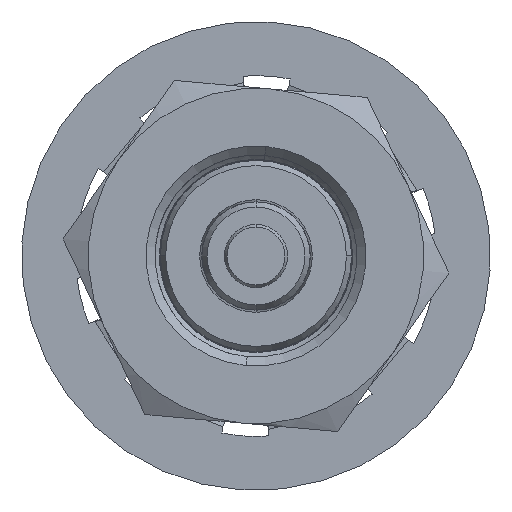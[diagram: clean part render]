
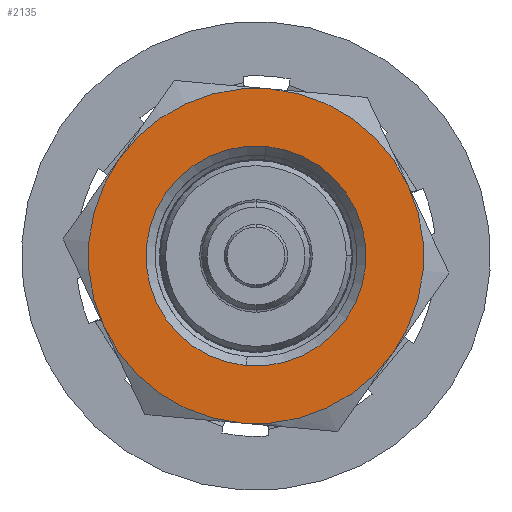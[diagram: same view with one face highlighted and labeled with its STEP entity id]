
A CAD part, front view. The second image highlights one B-rep face of the part: STEP entity #2135.
In plain terms, the highlighted planar face has unit normal (0, -1, 0).
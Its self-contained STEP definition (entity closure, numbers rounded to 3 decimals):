
#1391 = VERTEX_POINT ( 'NONE', #6425 ) ;
#1401 = EDGE_CURVE ( 'NONE', #1414, #1391, #6454, .T. ) ;
#1414 = VERTEX_POINT ( 'NONE', #6545 ) ;
#1478 = VERTEX_POINT ( 'NONE', #6776 ) ;
#1485 = VERTEX_POINT ( 'NONE', #6798 ) ;
#1504 = VERTEX_POINT ( 'NONE', #6881 ) ;
#1526 = EDGE_CURVE ( 'NONE', #1504, #1549, #6945, .T. ) ;
#1528 = EDGE_CURVE ( 'NONE', #1478, #1554, #6982, .T. ) ;
#1548 = EDGE_CURVE ( 'NONE', #1485, #1478, #7037, .T. ) ;
#1549 = VERTEX_POINT ( 'NONE', #7038 ) ;
#1552 = EDGE_CURVE ( 'NONE', #1549, #1571, #7033, .T. ) ;
#1554 = VERTEX_POINT ( 'NONE', #10877 ) ;
#1570 = EDGE_CURVE ( 'NONE', #1571, #1485, #10958, .T. ) ;
#1571 = VERTEX_POINT ( 'NONE', #10953 ) ;
#2055 = ORIENTED_EDGE ( 'NONE', *, *, #2134, .T. ) ;
#2056 = ORIENTED_EDGE ( 'NONE', *, *, #1528, .T. ) ;
#2071 = EDGE_CURVE ( 'NONE', #1391, #1414, #12813, .T. ) ;
#2123 = ORIENTED_EDGE ( 'NONE', *, *, #1552, .T. ) ;
#2124 = ORIENTED_EDGE ( 'NONE', *, *, #1570, .T. ) ;
#2125 = ORIENTED_EDGE ( 'NONE', *, *, #1526, .T. ) ;
#2133 = EDGE_LOOP ( 'NONE', ( #2137, #2153 ) ) ;
#2134 = EDGE_CURVE ( 'NONE', #1554, #1504, #12991, .T. ) ;
#2135 = ADVANCED_FACE ( 'NONE', ( #12992, #12987 ), #13022, .T. ) ;
#2137 = ORIENTED_EDGE ( 'NONE', *, *, #1401, .T. ) ;
#2153 = ORIENTED_EDGE ( 'NONE', *, *, #2071, .T. ) ;
#2161 = ORIENTED_EDGE ( 'NONE', *, *, #1548, .T. ) ;
#2166 = EDGE_LOOP ( 'NONE', ( #2161, #2056, #2055, #2125, #2123, #2124 ) ) ;
#6425 = CARTESIAN_POINT ( 'NONE',  ( 0.734, -13.81, 1.254 ) ) ;
#6450 = DIRECTION ( 'NONE',  ( -0.088, 0., -0.996 ) ) ;
#6451 = DIRECTION ( 'NONE',  ( 0., 1., 0. ) ) ;
#6452 = CARTESIAN_POINT ( 'NONE',  ( 0.598, -13.81, -0.289 ) ) ;
#6453 = AXIS2_PLACEMENT_3D ( 'NONE', #6452, #6451, #6450 ) ;
#6454 = CIRCLE ( 'NONE', #6453, 1.549 ) ;
#6545 = CARTESIAN_POINT ( 'NONE',  ( 0.462, -13.81, -1.833 ) ) ;
#6776 = CARTESIAN_POINT ( 'NONE',  ( 2.532, -13.81, -1.645 ) ) ;
#6798 = CARTESIAN_POINT ( 'NONE',  ( 0.39, -13.81, -2.642 ) ) ;
#6881 = CARTESIAN_POINT ( 'NONE',  ( 0.806, -13.81, 2.064 ) ) ;
#6941 = AXIS2_PLACEMENT_3D ( 'NONE', #6975, #6974, #6973 ) ;
#6942 = DIRECTION ( 'NONE',  ( -0.088, 0., -0.996 ) ) ;
#6943 = DIRECTION ( 'NONE',  ( 0., -1., 0. ) ) ;
#6944 = AXIS2_PLACEMENT_3D ( 'NONE', #6950, #6943, #6942 ) ;
#6945 = CIRCLE ( 'NONE', #6944, 2.362 ) ;
#6950 = CARTESIAN_POINT ( 'NONE',  ( 0.598, -13.81, -0.289 ) ) ;
#6973 = DIRECTION ( 'NONE',  ( -0.088, 0., -0.996 ) ) ;
#6974 = DIRECTION ( 'NONE',  ( 0., -1., 0. ) ) ;
#6975 = CARTESIAN_POINT ( 'NONE',  ( 0.598, -13.81, -0.289 ) ) ;
#6982 = CIRCLE ( 'NONE', #6941, 2.362 ) ;
#7029 = DIRECTION ( 'NONE',  ( -0.088, 0., -0.996 ) ) ;
#7030 = DIRECTION ( 'NONE',  ( 0., -1., 0. ) ) ;
#7031 = CARTESIAN_POINT ( 'NONE',  ( 0.598, -13.81, -0.289 ) ) ;
#7032 = AXIS2_PLACEMENT_3D ( 'NONE', #7031, #7030, #7029 ) ;
#7033 = CIRCLE ( 'NONE', #7032, 2.362 ) ;
#7034 = DIRECTION ( 'NONE',  ( -0.088, 0., -0.996 ) ) ;
#7035 = DIRECTION ( 'NONE',  ( 0., -1., 0. ) ) ;
#7036 = AXIS2_PLACEMENT_3D ( 'NONE', #7043, #7035, #7034 ) ;
#7037 = CIRCLE ( 'NONE', #7036, 2.362 ) ;
#7038 = CARTESIAN_POINT ( 'NONE',  ( -1.336, -13.81, 1.067 ) ) ;
#7043 = CARTESIAN_POINT ( 'NONE',  ( 0.598, -13.81, -0.289 ) ) ;
#10877 = CARTESIAN_POINT ( 'NONE',  ( 2.74, -13.81, 0.708 ) ) ;
#10953 = CARTESIAN_POINT ( 'NONE',  ( -1.544, -13.81, -1.286 ) ) ;
#10954 = DIRECTION ( 'NONE',  ( -0.088, 0., -0.996 ) ) ;
#10955 = DIRECTION ( 'NONE',  ( 0., -1., 0. ) ) ;
#10956 = CARTESIAN_POINT ( 'NONE',  ( 0.598, -13.81, -0.289 ) ) ;
#10957 = AXIS2_PLACEMENT_3D ( 'NONE', #10956, #10955, #10954 ) ;
#10958 = CIRCLE ( 'NONE', #10957, 2.362 ) ;
#12809 = DIRECTION ( 'NONE',  ( -0.088, 0., -0.996 ) ) ;
#12810 = DIRECTION ( 'NONE',  ( 0., 1., 0. ) ) ;
#12811 = CARTESIAN_POINT ( 'NONE',  ( 0.598, -13.81, -0.289 ) ) ;
#12812 = AXIS2_PLACEMENT_3D ( 'NONE', #12811, #12810, #12809 ) ;
#12813 = CIRCLE ( 'NONE', #12812, 1.549 ) ;
#12987 = FACE_OUTER_BOUND ( 'NONE', #2166, .T. ) ;
#12988 = DIRECTION ( 'NONE',  ( -0.088, 0., -0.996 ) ) ;
#12989 = DIRECTION ( 'NONE',  ( 0., -1., 0. ) ) ;
#12990 = AXIS2_PLACEMENT_3D ( 'NONE', #12997, #12989, #12988 ) ;
#12991 = CIRCLE ( 'NONE', #12990, 2.362 ) ;
#12992 = FACE_BOUND ( 'NONE', #2133, .T. ) ;
#12997 = CARTESIAN_POINT ( 'NONE',  ( 0.598, -13.81, -0.289 ) ) ;
#13018 = DIRECTION ( 'NONE',  ( 0.088, 0., 0.996 ) ) ;
#13019 = DIRECTION ( 'NONE',  ( 0., -1., 0. ) ) ;
#13020 = CARTESIAN_POINT ( 'NONE',  ( 2.015, -13.81, -0.414 ) ) ;
#13021 = AXIS2_PLACEMENT_3D ( 'NONE', #13020, #13019, #13018 ) ;
#13022 = PLANE ( 'NONE',  #13021 ) ;
